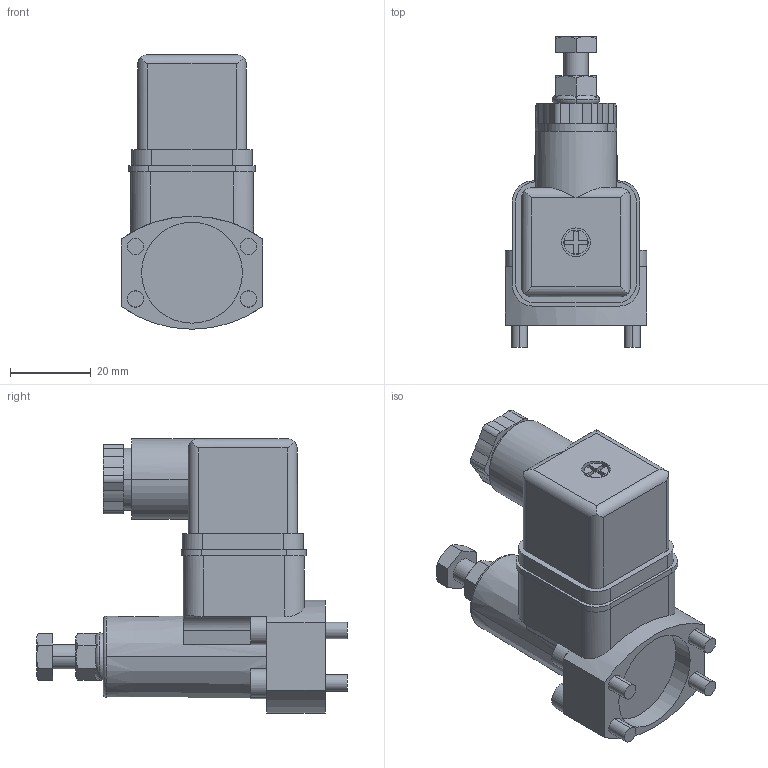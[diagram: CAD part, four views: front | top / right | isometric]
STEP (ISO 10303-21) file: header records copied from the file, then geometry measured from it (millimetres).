
FILE_DESCRIPTION( ( '' ), '1' );
FILE_NAME( 'Hawe_DG3.stp', '2019-10-21T11:44:04', ( '' ), ( '' ), ' ', ' ', ' ' );
FILE_SCHEMA( ( 'automotive_design' ) );
Length unit declared in the file: millimetre
Products named in the file (6): 1; 2; 3; 4; 5; 6
Bounding box: 35 x 77 x 68 mm (x, y, z)
Volume: 64701.3 mm3; surface area: 18178.4 mm2
Topology: 6 solids, 6 shells, 223 faces, 556 edges, 365 vertices
Faces by surface type: plane 123, cylinder 80, cone 14, torus 6
Entity records: 13569 total; most frequent: CARTESIAN_POINT 1635, DIRECTION 1153, STYLED_ITEM 1150, PRESENTATION_STYLE_ASSIGNMENT 1150, COLOUR_RGB 1150, ORIENTED_EDGE 1112, EDGE_CURVE 556, CURVE_STYLE 556
